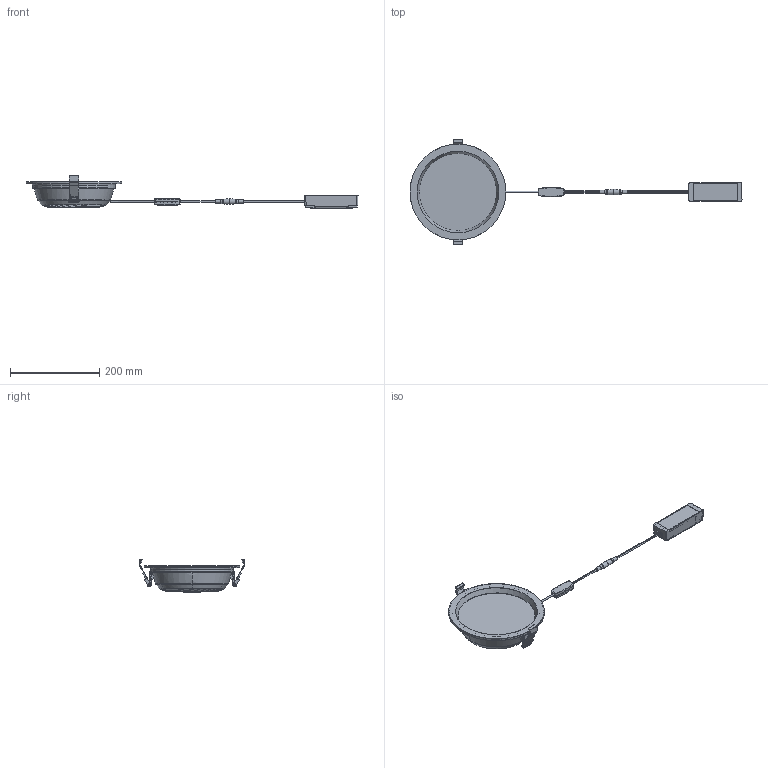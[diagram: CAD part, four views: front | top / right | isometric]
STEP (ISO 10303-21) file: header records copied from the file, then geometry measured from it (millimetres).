
FILE_DESCRIPTION (( 'STEP AP214' ), '1' );
FILE_NAME ('DL CMFT D200 OPAL.STEP', '2024-11-18T12:26:01', ( '' ), ( '' ), 'SwSTEP 2.0', 'SolidWorks 2022', '' );
FILE_SCHEMA (( 'AUTOMOTIVE_DESIGN' ));
Length unit declared in the file: millimetre
Products named in the file (1): DL CMFT D200 OPAL
Bounding box: 744.5 x 237.2 x 72.74 mm (x, y, z)
Volume: 253742.8 mm3; surface area: 330768.1 mm2
Topology: 26 solids, 26 shells, 1075 faces, 2816 edges, 1812 vertices
Faces by surface type: plane 539, cylinder 275, bspline 162, cone 61, torus 26, sphere 12
Full cylindrical faces by diameter (mm): 5.54 x2, 8 x2, 184 x1, 186 x1, 211 x1
Entity records: 62732 total; most frequent: CARTESIAN_POINT 26128, ORIENTED_EDGE 5548, DIRECTION 4404, EDGE_CURVE 2774, VERTEX_POINT 1797, AXIS2_PLACEMENT_3D 1491, VECTOR 1422, LINE 1422
